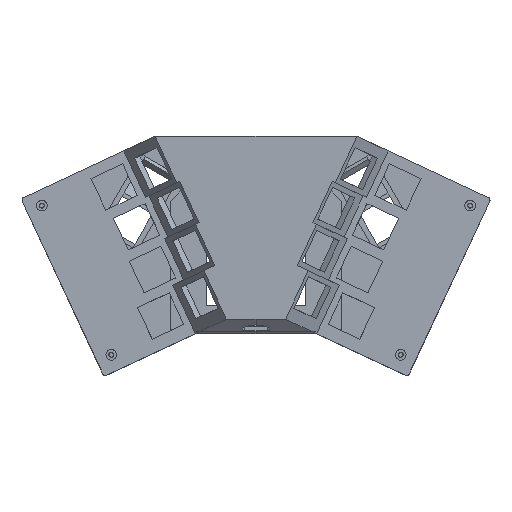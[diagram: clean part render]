
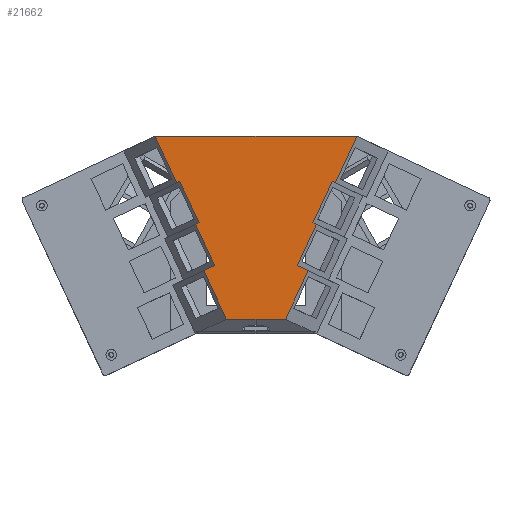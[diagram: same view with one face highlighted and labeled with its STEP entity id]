
A CAD part, top view. The second image highlights one B-rep face of the part: STEP entity #21662.
In plain terms, the highlighted planar face has unit normal (0, 0, 1).
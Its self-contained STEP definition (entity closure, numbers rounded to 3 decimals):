
#20812=CARTESIAN_POINT('',(0.,-62932.101,13520.815));
#20813=VERTEX_POINT('',#20812);
#20820=CARTESIAN_POINT('',(-11694.405,-62932.101,13520.815));
#20821=VERTEX_POINT('',#20820);
#20822=CARTESIAN_POINT('',(-11694.405,-62932.101,13520.815));
#20823=DIRECTION('',(1.,0.,-0.));
#20824=VECTOR('',#20823,11694.405);
#20825=LINE('',#20822,#20824);
#20826=EDGE_CURVE('',#20821,#20813,#20825,.T.);
#21240=CARTESIAN_POINT('',(-39996.628,9356.599,13520.815));
#21241=VERTEX_POINT('',#21240);
#21248=CARTESIAN_POINT('',(-39971.177,9368.467,13520.815));
#21249=VERTEX_POINT('',#21248);
#21250=CARTESIAN_POINT('',(-39996.628,9356.599,13520.815));
#21251=DIRECTION('',(0.906,0.423,0.));
#21252=VECTOR('',#21251,28.082);
#21253=LINE('',#21250,#21252);
#21254=EDGE_CURVE('',#21241,#21249,#21253,.T.);
#21438=CARTESIAN_POINT('',(39971.177,9368.467,13520.815));
#21439=VERTEX_POINT('',#21438);
#21440=CARTESIAN_POINT('',(-39971.177,9368.467,13520.815));
#21441=DIRECTION('',(1.,0.,-0.));
#21442=VECTOR('',#21441,79942.353);
#21443=LINE('',#21440,#21442);
#21444=EDGE_CURVE('',#21249,#21439,#21443,.T.);
#21496=CARTESIAN_POINT('',(1724.649,-57756.575,13520.815));
#21497=DIRECTION('',(0.,0.,-1.));
#21498=DIRECTION('',(-0.906,0.423,0.));
#21499=AXIS2_PLACEMENT_3D('',#21496,#21497,#21498);
#21500=PLANE('',#21499);
#21501=ORIENTED_EDGE('',*,*,#20826,.T.);
#21502=CARTESIAN_POINT('',(11694.405,-62932.101,13520.815));
#21503=VERTEX_POINT('',#21502);
#21504=CARTESIAN_POINT('',(11694.405,-62932.101,13520.815));
#21505=DIRECTION('',(-1.,0.,0.));
#21506=VECTOR('',#21505,11694.405);
#21507=LINE('',#21504,#21506);
#21508=EDGE_CURVE('',#21503,#20813,#21507,.T.);
#21509=ORIENTED_EDGE('',*,*,#21508,.F.);
#21510=CARTESIAN_POINT('',(20637.492,-43753.59,13520.815));
#21511=VERTEX_POINT('',#21510);
#21512=CARTESIAN_POINT('',(20637.492,-43753.59,13520.815));
#21513=DIRECTION('',(-0.423,-0.906,0.));
#21514=VECTOR('',#21513,21161.146);
#21515=LINE('',#21512,#21514);
#21516=EDGE_CURVE('',#21511,#21503,#21515,.T.);
#21517=ORIENTED_EDGE('',*,*,#21516,.F.);
#21518=CARTESIAN_POINT('',(16287.214,-41725.022,13520.815));
#21519=VERTEX_POINT('',#21518);
#21520=CARTESIAN_POINT('',(20637.492,-43753.59,13520.815));
#21521=DIRECTION('',(-0.906,0.423,0.));
#21522=VECTOR('',#21521,4800.);
#21523=LINE('',#21520,#21522);
#21524=EDGE_CURVE('',#21511,#21519,#21523,.T.);
#21525=ORIENTED_EDGE('',*,*,#21524,.T.);
#21526=CARTESIAN_POINT('',(23894.343,-25411.482,13520.815));
#21527=VERTEX_POINT('',#21526);
#21528=CARTESIAN_POINT('',(23894.343,-25411.482,13520.815));
#21529=DIRECTION('',(-0.423,-0.906,0.));
#21530=VECTOR('',#21529,18000.);
#21531=LINE('',#21528,#21530);
#21532=EDGE_CURVE('',#21527,#21519,#21531,.T.);
#21533=ORIENTED_EDGE('',*,*,#21532,.F.);
#21534=CARTESIAN_POINT('',(22534.881,-24777.555,13520.815));
#21535=VERTEX_POINT('',#21534);
#21536=CARTESIAN_POINT('',(23894.343,-25411.482,13520.815));
#21537=DIRECTION('',(-0.906,0.423,0.));
#21538=VECTOR('',#21537,1500.);
#21539=LINE('',#21536,#21538);
#21540=EDGE_CURVE('',#21527,#21535,#21539,.T.);
#21541=ORIENTED_EDGE('',*,*,#21540,.T.);
#21542=CARTESIAN_POINT('',(30142.01,-8464.015,13520.815));
#21543=VERTEX_POINT('',#21542);
#21544=CARTESIAN_POINT('',(30142.01,-8464.015,13520.815));
#21545=DIRECTION('',(-0.423,-0.906,0.));
#21546=VECTOR('',#21545,18000.);
#21547=LINE('',#21544,#21546);
#21548=EDGE_CURVE('',#21543,#21535,#21547,.T.);
#21549=ORIENTED_EDGE('',*,*,#21548,.F.);
#21550=CARTESIAN_POINT('',(31410.841,-9055.68,13520.815));
#21551=VERTEX_POINT('',#21550);
#21552=CARTESIAN_POINT('',(31410.841,-9055.68,13520.815));
#21553=DIRECTION('',(-0.906,0.423,0.));
#21554=VECTOR('',#21553,1400.);
#21555=LINE('',#21552,#21554);
#21556=EDGE_CURVE('',#21551,#21543,#21555,.T.);
#21557=ORIENTED_EDGE('',*,*,#21556,.F.);
#21558=CARTESIAN_POINT('',(39535.839,8368.434,13520.815));
#21559=VERTEX_POINT('',#21558);
#21560=CARTESIAN_POINT('',(39535.839,8368.434,13520.815));
#21561=DIRECTION('',(-0.423,-0.906,0.));
#21562=VECTOR('',#21561,19225.383);
#21563=LINE('',#21560,#21562);
#21564=EDGE_CURVE('',#21559,#21551,#21563,.T.);
#21565=ORIENTED_EDGE('',*,*,#21564,.F.);
#21566=CARTESIAN_POINT('',(0.042,8368.46,13520.815));
#21567=VERTEX_POINT('',#21566);
#21568=CARTESIAN_POINT('',(39535.839,8368.434,13520.815));
#21569=CARTESIAN_POINT('',(0.042,8368.46,13520.815));
#21570=B_SPLINE_CURVE_WITH_KNOTS('',1,(#21568,#21569),.UNSPECIFIED.,.F.,.F.,(2,2),(0.,1.),.UNSPECIFIED.);
#21571=EDGE_CURVE('',#21559,#21567,#21570,.T.);
#21572=ORIENTED_EDGE('',*,*,#21571,.T.);
#21573=ORIENTED_EDGE('',*,*,#21571,.F.);
#21574=CARTESIAN_POINT('',(39996.628,9356.599,13520.815));
#21575=VERTEX_POINT('',#21574);
#21576=CARTESIAN_POINT('',(39996.628,9356.599,13520.815));
#21577=DIRECTION('',(-0.423,-0.906,0.));
#21578=VECTOR('',#21577,1090.32);
#21579=LINE('',#21576,#21578);
#21580=EDGE_CURVE('',#21575,#21559,#21579,.T.);
#21581=ORIENTED_EDGE('',*,*,#21580,.F.);
#21582=CARTESIAN_POINT('',(39996.628,9356.599,13520.815));
#21583=DIRECTION('',(-0.906,0.423,0.));
#21584=VECTOR('',#21583,28.082);
#21585=LINE('',#21582,#21584);
#21586=EDGE_CURVE('',#21575,#21439,#21585,.T.);
#21587=ORIENTED_EDGE('',*,*,#21586,.T.);
#21588=ORIENTED_EDGE('',*,*,#21444,.F.);
#21589=ORIENTED_EDGE('',*,*,#21254,.F.);
#21590=CARTESIAN_POINT('',(-39535.839,8368.434,13520.815));
#21591=VERTEX_POINT('',#21590);
#21592=CARTESIAN_POINT('',(-39996.628,9356.599,13520.815));
#21593=DIRECTION('',(0.423,-0.906,0.));
#21594=VECTOR('',#21593,1090.32);
#21595=LINE('',#21592,#21594);
#21596=EDGE_CURVE('',#21241,#21591,#21595,.T.);
#21597=ORIENTED_EDGE('',*,*,#21596,.T.);
#21598=CARTESIAN_POINT('',(-0.042,8368.46,13520.815));
#21599=VERTEX_POINT('',#21598);
#21600=CARTESIAN_POINT('',(-39535.839,8368.434,13520.815));
#21601=CARTESIAN_POINT('',(-0.042,8368.46,13520.815));
#21602=B_SPLINE_CURVE_WITH_KNOTS('',1,(#21600,#21601),.UNSPECIFIED.,.F.,.F.,(2,2),(0.,1.),.UNSPECIFIED.);
#21603=EDGE_CURVE('',#21591,#21599,#21602,.T.);
#21604=ORIENTED_EDGE('',*,*,#21603,.T.);
#21605=ORIENTED_EDGE('',*,*,#21603,.F.);
#21606=CARTESIAN_POINT('',(-31410.841,-9055.68,13520.815));
#21607=VERTEX_POINT('',#21606);
#21608=CARTESIAN_POINT('',(-39535.839,8368.434,13520.815));
#21609=DIRECTION('',(0.423,-0.906,0.));
#21610=VECTOR('',#21609,19225.383);
#21611=LINE('',#21608,#21610);
#21612=EDGE_CURVE('',#21591,#21607,#21611,.T.);
#21613=ORIENTED_EDGE('',*,*,#21612,.T.);
#21614=CARTESIAN_POINT('',(-30142.01,-8464.015,13520.815));
#21615=VERTEX_POINT('',#21614);
#21616=CARTESIAN_POINT('',(-31410.841,-9055.68,13520.815));
#21617=DIRECTION('',(0.906,0.423,0.));
#21618=VECTOR('',#21617,1400.);
#21619=LINE('',#21616,#21618);
#21620=EDGE_CURVE('',#21607,#21615,#21619,.T.);
#21621=ORIENTED_EDGE('',*,*,#21620,.T.);
#21622=CARTESIAN_POINT('',(-22534.881,-24777.555,13520.815));
#21623=VERTEX_POINT('',#21622);
#21624=CARTESIAN_POINT('',(-30142.01,-8464.015,13520.815));
#21625=DIRECTION('',(0.423,-0.906,0.));
#21626=VECTOR('',#21625,18000.);
#21627=LINE('',#21624,#21626);
#21628=EDGE_CURVE('',#21615,#21623,#21627,.T.);
#21629=ORIENTED_EDGE('',*,*,#21628,.T.);
#21630=CARTESIAN_POINT('',(-23894.343,-25411.482,13520.815));
#21631=VERTEX_POINT('',#21630);
#21632=CARTESIAN_POINT('',(-23894.343,-25411.482,13520.815));
#21633=DIRECTION('',(0.906,0.423,0.));
#21634=VECTOR('',#21633,1500.);
#21635=LINE('',#21632,#21634);
#21636=EDGE_CURVE('',#21631,#21623,#21635,.T.);
#21637=ORIENTED_EDGE('',*,*,#21636,.F.);
#21638=CARTESIAN_POINT('',(-16287.214,-41725.022,13520.815));
#21639=VERTEX_POINT('',#21638);
#21640=CARTESIAN_POINT('',(-23894.343,-25411.482,13520.815));
#21641=DIRECTION('',(0.423,-0.906,0.));
#21642=VECTOR('',#21641,18000.);
#21643=LINE('',#21640,#21642);
#21644=EDGE_CURVE('',#21631,#21639,#21643,.T.);
#21645=ORIENTED_EDGE('',*,*,#21644,.T.);
#21646=CARTESIAN_POINT('',(-20637.492,-43753.59,13520.815));
#21647=VERTEX_POINT('',#21646);
#21648=CARTESIAN_POINT('',(-20637.492,-43753.59,13520.815));
#21649=DIRECTION('',(0.906,0.423,0.));
#21650=VECTOR('',#21649,4800.);
#21651=LINE('',#21648,#21650);
#21652=EDGE_CURVE('',#21647,#21639,#21651,.T.);
#21653=ORIENTED_EDGE('',*,*,#21652,.F.);
#21654=CARTESIAN_POINT('',(-20637.492,-43753.59,13520.815));
#21655=DIRECTION('',(0.423,-0.906,0.));
#21656=VECTOR('',#21655,21161.146);
#21657=LINE('',#21654,#21656);
#21658=EDGE_CURVE('',#21647,#20821,#21657,.T.);
#21659=ORIENTED_EDGE('',*,*,#21658,.T.);
#21660=EDGE_LOOP('',(#21501,#21509,#21517,#21525,#21533,#21541,#21549,#21557,#21565,#21572,#21573,#21581,#21587,#21588,#21589,#21597,#21604,#21605,#21613,#21621,#21629,#21637,#21645,#21653,#21659));
#21661=FACE_BOUND('',#21660,.T.);
#21662=ADVANCED_FACE('',(#21661),#21500,.F.);
